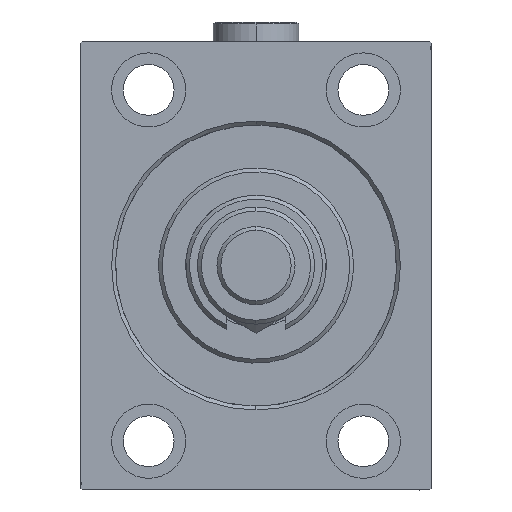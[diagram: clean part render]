
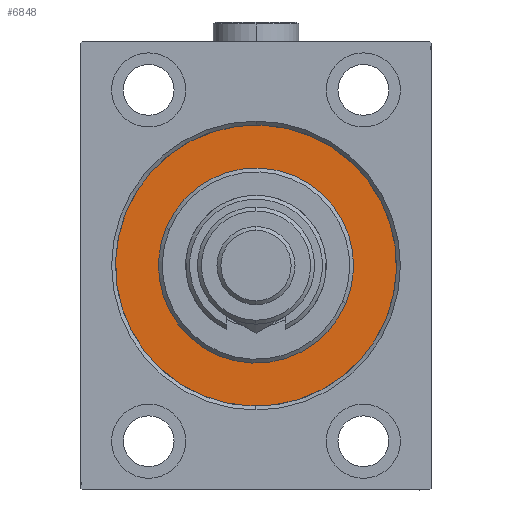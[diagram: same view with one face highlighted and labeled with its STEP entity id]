
A CAD part, left-side view. The second image highlights one B-rep face of the part: STEP entity #6848.
In plain terms, the highlighted face is planar.
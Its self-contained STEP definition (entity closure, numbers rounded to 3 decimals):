
#364 = DIRECTION ( 'NONE',  ( 0., 0., -1. ) ) ;
#3591 = AXIS2_PLACEMENT_3D ( 'NONE', #4765, #12757, #12042 ) ;
#4765 = CARTESIAN_POINT ( 'NONE',  ( 0., 0., 0. ) ) ;
#6848 = ADVANCED_FACE ( 'NONE', ( #45750, #23198 ), #41885, .F. ) ;
#7541 = DIRECTION ( 'NONE',  ( -1., 0., 0. ) ) ;
#8022 = CARTESIAN_POINT ( 'NONE',  ( 0., 0., 0. ) ) ;
#12042 = DIRECTION ( 'NONE',  ( 0., 0., 1. ) ) ;
#12499 = CIRCLE ( 'NONE', #26441, 36. ) ;
#12757 = DIRECTION ( 'NONE',  ( -1., 0., 0. ) ) ;
#14510 = DIRECTION ( 'NONE',  ( 1., 0., 0. ) ) ;
#14666 = CIRCLE ( 'NONE', #47210, 25. ) ;
#17527 = VERTEX_POINT ( 'NONE', #43030 ) ;
#18086 = VERTEX_POINT ( 'NONE', #34877 ) ;
#18151 = ORIENTED_EDGE ( 'NONE', *, *, #44033, .F. ) ;
#18570 = ORIENTED_EDGE ( 'NONE', *, *, #29175, .F. ) ;
#19730 = CARTESIAN_POINT ( 'NONE',  ( 0., 0., -36. ) ) ;
#22056 = DIRECTION ( 'NONE',  ( -1., 0., 0. ) ) ;
#22327 = DIRECTION ( 'NONE',  ( 0., 0., 1. ) ) ;
#22507 = CARTESIAN_POINT ( 'NONE',  ( 0., 0., 0. ) ) ;
#23198 = FACE_OUTER_BOUND ( 'NONE', #38483, .T. ) ;
#23513 = EDGE_LOOP ( 'NONE', ( #18570, #39536 ) ) ;
#23760 = CARTESIAN_POINT ( 'NONE',  ( 0., 0., 25. ) ) ;
#24419 = CIRCLE ( 'NONE', #29050, 36. ) ;
#25438 = EDGE_CURVE ( 'NONE', #17527, #47160, #14666, .T. ) ;
#26441 = AXIS2_PLACEMENT_3D ( 'NONE', #8022, #7541, #22327 ) ;
#26560 = CARTESIAN_POINT ( 'NONE',  ( 0., 0., 0. ) ) ;
#29050 = AXIS2_PLACEMENT_3D ( 'NONE', #40268, #22056, #29101 ) ;
#29101 = DIRECTION ( 'NONE',  ( 0., 0., 1. ) ) ;
#29175 = EDGE_CURVE ( 'NONE', #47160, #17527, #38051, .T. ) ;
#29325 = ORIENTED_EDGE ( 'NONE', *, *, #30170, .F. ) ;
#29476 = DIRECTION ( 'NONE',  ( 1., 0., 0. ) ) ;
#30170 = EDGE_CURVE ( 'NONE', #34397, #18086, #12499, .T. ) ;
#34397 = VERTEX_POINT ( 'NONE', #19730 ) ;
#34877 = CARTESIAN_POINT ( 'NONE',  ( 0., 0., 36. ) ) ;
#35735 = AXIS2_PLACEMENT_3D ( 'NONE', #22507, #14510, #40225 ) ;
#38051 = CIRCLE ( 'NONE', #35735, 25. ) ;
#38483 = EDGE_LOOP ( 'NONE', ( #29325, #18151 ) ) ;
#39536 = ORIENTED_EDGE ( 'NONE', *, *, #25438, .F. ) ;
#40225 = DIRECTION ( 'NONE',  ( 0., 0., -1. ) ) ;
#40268 = CARTESIAN_POINT ( 'NONE',  ( 0., 0., 0. ) ) ;
#41885 = PLANE ( 'NONE',  #3591 ) ;
#43030 = CARTESIAN_POINT ( 'NONE',  ( 0., 0., -25. ) ) ;
#44033 = EDGE_CURVE ( 'NONE', #18086, #34397, #24419, .T. ) ;
#45750 = FACE_BOUND ( 'NONE', #23513, .T. ) ;
#47160 = VERTEX_POINT ( 'NONE', #23760 ) ;
#47210 = AXIS2_PLACEMENT_3D ( 'NONE', #26560, #29476, #364 ) ;
